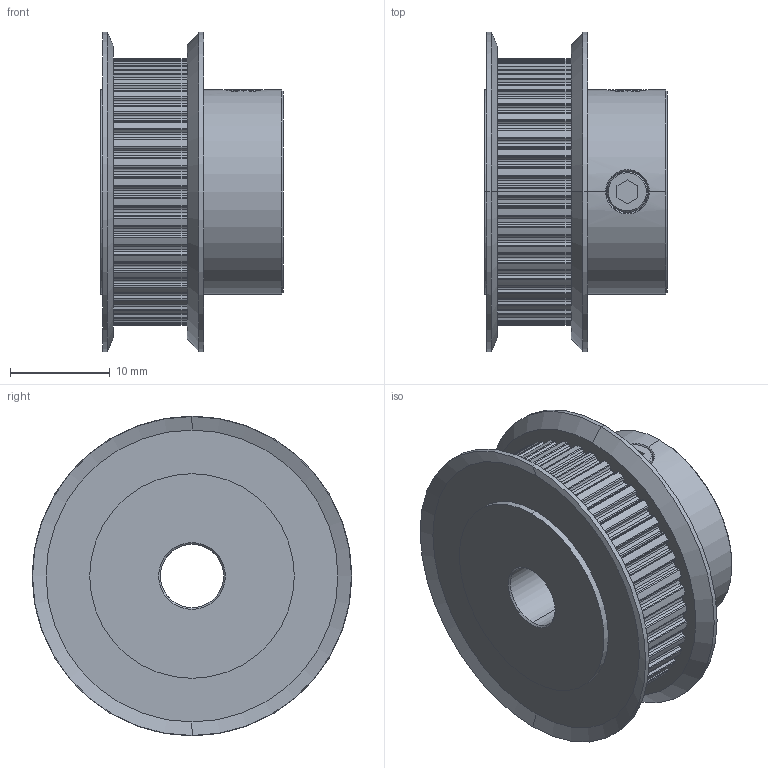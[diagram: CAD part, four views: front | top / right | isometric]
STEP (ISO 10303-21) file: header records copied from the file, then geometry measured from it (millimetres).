
FILE_DESCRIPTION (( 'STEP AP214' ), '1' );
FILE_NAME ('APB42MXL025BF-250.step', '2016-06-13T20:59:05', ( '' ), ( '' ), 'SwSTEP 2.0', 'SolidWorks 2016', '' );
FILE_SCHEMA (( 'AUTOMOTIVE_DESIGN' ));
Length unit declared in the file: inch
Products named in the file (1): APB42MXL025BF-250
Bounding box: 18.26 x 32 x 32 mm (x, y, z)
Volume: 7667.6 mm3; surface area: 4178.4 mm2
Topology: 3 solids, 3 shells, 429 faces, 1237 edges, 818 vertices
Faces by surface type: cylinder 295, plane 108, cone 22, bspline 4
Entity records: 17943 total; most frequent: CARTESIAN_POINT 5882, DIRECTION 2675, ORIENTED_EDGE 2474, EDGE_CURVE 1237, AXIS2_PLACEMENT_3D 1034, VERTEX_POINT 818, CIRCLE 608, VECTOR 607
